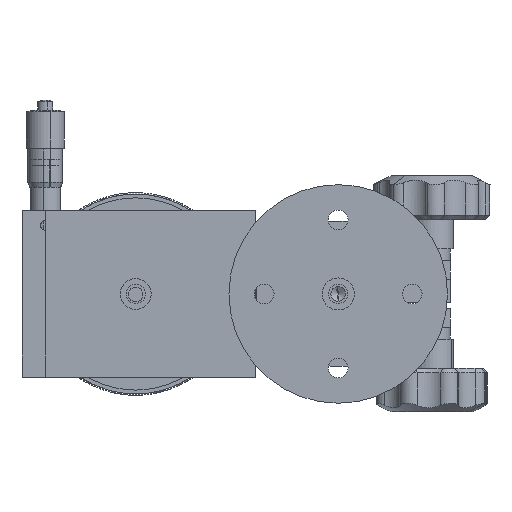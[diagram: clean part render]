
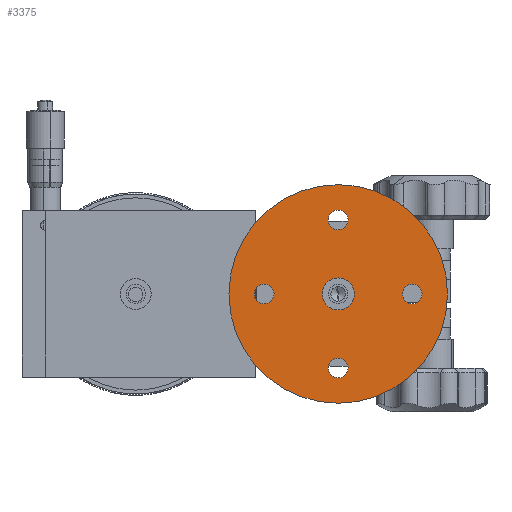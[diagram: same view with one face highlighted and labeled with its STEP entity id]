
A CAD part, front view. The second image highlights one B-rep face of the part: STEP entity #3375.
In plain terms, the highlighted planar face has unit normal (0, -1, 0).
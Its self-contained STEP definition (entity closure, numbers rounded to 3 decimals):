
#2544 = CIRCLE ( 'NONE', #27979, 37.5 ) ;
#2960 = ORIENTED_EDGE ( 'NONE', *, *, #83982, .T. ) ;
#3277 = CARTESIAN_POINT ( 'NONE',  ( 0., -118.207, 0. ) ) ;
#3375 = ADVANCED_FACE ( 'NONE', ( #80692, #20895, #10480, #42983, #61208, #59850 ), #30067, .F. ) ;
#3391 = ORIENTED_EDGE ( 'NONE', *, *, #103678, .T. ) ;
#3750 = DIRECTION ( 'NONE',  ( 0., 0., -1. ) ) ;
#4087 = CIRCLE ( 'NONE', #35457, 5.5 ) ;
#6318 = EDGE_LOOP ( 'NONE', ( #24257, #80558 ) ) ;
#7364 = CARTESIAN_POINT ( 'NONE',  ( 0., -118.207, 25.4 ) ) ;
#7560 = ORIENTED_EDGE ( 'NONE', *, *, #86116, .T. ) ;
#8387 = EDGE_LOOP ( 'NONE', ( #100959, #85011 ) ) ;
#9396 = CARTESIAN_POINT ( 'NONE',  ( 25.4, -118.207, -3.378 ) ) ;
#10480 = FACE_BOUND ( 'NONE', #83210, .T. ) ;
#13639 = EDGE_CURVE ( 'NONE', #32137, #58628, #4087, .T. ) ;
#14739 = DIRECTION ( 'NONE',  ( 0., 1., 0. ) ) ;
#15305 = VERTEX_POINT ( 'NONE', #18064 ) ;
#16553 = AXIS2_PLACEMENT_3D ( 'NONE', #76721, #60440, #51398 ) ;
#16897 = EDGE_CURVE ( 'NONE', #66673, #93309, #2544, .T. ) ;
#17391 = EDGE_CURVE ( 'NONE', #58628, #32137, #67445, .T. ) ;
#18064 = CARTESIAN_POINT ( 'NONE',  ( -25.4, -118.207, 3.378 ) ) ;
#20164 = AXIS2_PLACEMENT_3D ( 'NONE', #83560, #24806, #91617 ) ;
#20587 = CARTESIAN_POINT ( 'NONE',  ( 0., -118.207, 28.778 ) ) ;
#20734 = DIRECTION ( 'NONE',  ( 0., 0., 1. ) ) ;
#20895 = FACE_BOUND ( 'NONE', #96416, .T. ) ;
#22665 = CARTESIAN_POINT ( 'NONE',  ( 0., -118.207, -37.5 ) ) ;
#23407 = AXIS2_PLACEMENT_3D ( 'NONE', #52923, #87031, #103354 ) ;
#24257 = ORIENTED_EDGE ( 'NONE', *, *, #13639, .F. ) ;
#24527 = VERTEX_POINT ( 'NONE', #61236 ) ;
#24806 = DIRECTION ( 'NONE',  ( 0., -1., 0. ) ) ;
#26667 = EDGE_LOOP ( 'NONE', ( #2960, #7560 ) ) ;
#27979 = AXIS2_PLACEMENT_3D ( 'NONE', #70521, #103204, #3750 ) ;
#28261 = DIRECTION ( 'NONE',  ( 0., 0., 1. ) ) ;
#28387 = DIRECTION ( 'NONE',  ( 0., 1., 0. ) ) ;
#28582 = VERTEX_POINT ( 'NONE', #74947 ) ;
#30067 = PLANE ( 'NONE',  #68576 ) ;
#30446 = DIRECTION ( 'NONE',  ( 0., 0., 1. ) ) ;
#30759 = EDGE_CURVE ( 'NONE', #58558, #89839, #45285, .T. ) ;
#32137 = VERTEX_POINT ( 'NONE', #96671 ) ;
#32677 = CIRCLE ( 'NONE', #42006, 3.378 ) ;
#32790 = DIRECTION ( 'NONE',  ( 0., 0., 1. ) ) ;
#35457 = AXIS2_PLACEMENT_3D ( 'NONE', #3277, #36327, #43563 ) ;
#36205 = EDGE_CURVE ( 'NONE', #24527, #63195, #77904, .T. ) ;
#36327 = DIRECTION ( 'NONE',  ( 0., -1., 0. ) ) ;
#38438 = CARTESIAN_POINT ( 'NONE',  ( 0., -118.207, 0. ) ) ;
#38504 = AXIS2_PLACEMENT_3D ( 'NONE', #40551, #67336, #92414 ) ;
#40551 = CARTESIAN_POINT ( 'NONE',  ( 0., -118.207, 25.4 ) ) ;
#41800 = ORIENTED_EDGE ( 'NONE', *, *, #36205, .T. ) ;
#42006 = AXIS2_PLACEMENT_3D ( 'NONE', #64106, #14739, #72438 ) ;
#42983 = FACE_BOUND ( 'NONE', #26667, .T. ) ;
#43563 = DIRECTION ( 'NONE',  ( 0., 0., -1. ) ) ;
#44597 = ORIENTED_EDGE ( 'NONE', *, *, #78649, .T. ) ;
#44895 = CARTESIAN_POINT ( 'NONE',  ( 0., -118.207, 0. ) ) ;
#45283 = AXIS2_PLACEMENT_3D ( 'NONE', #98139, #73068, #32790 ) ;
#45285 = CIRCLE ( 'NONE', #38504, 3.378 ) ;
#47210 = CIRCLE ( 'NONE', #45283, 3.378 ) ;
#49121 = DIRECTION ( 'NONE',  ( 0., 0., 1. ) ) ;
#49979 = ORIENTED_EDGE ( 'NONE', *, *, #63332, .T. ) ;
#51398 = DIRECTION ( 'NONE',  ( 0., 0., 1. ) ) ;
#52754 = VERTEX_POINT ( 'NONE', #9396 ) ;
#52923 = CARTESIAN_POINT ( 'NONE',  ( -25.4, -118.207, 0. ) ) ;
#54146 = CARTESIAN_POINT ( 'NONE',  ( 0., -118.207, 5.5 ) ) ;
#58558 = VERTEX_POINT ( 'NONE', #68020 ) ;
#58628 = VERTEX_POINT ( 'NONE', #54146 ) ;
#59850 = FACE_OUTER_BOUND ( 'NONE', #8387, .T. ) ;
#60211 = CARTESIAN_POINT ( 'NONE',  ( 0., -118.207, -28.778 ) ) ;
#60440 = DIRECTION ( 'NONE',  ( 0., 1., 0. ) ) ;
#60686 = ORIENTED_EDGE ( 'NONE', *, *, #70053, .T. ) ;
#61208 = FACE_BOUND ( 'NONE', #67493, .T. ) ;
#61236 = CARTESIAN_POINT ( 'NONE',  ( 0., -118.207, -22.022 ) ) ;
#61928 = DIRECTION ( 'NONE',  ( 0., -1., 0. ) ) ;
#62105 = CARTESIAN_POINT ( 'NONE',  ( 0., -118.207, -25.4 ) ) ;
#63195 = VERTEX_POINT ( 'NONE', #60211 ) ;
#63332 = EDGE_CURVE ( 'NONE', #65408, #15305, #70193, .T. ) ;
#63446 = DIRECTION ( 'NONE',  ( 0., 1., 0. ) ) ;
#63465 = AXIS2_PLACEMENT_3D ( 'NONE', #70677, #86678, #28261 ) ;
#64106 = CARTESIAN_POINT ( 'NONE',  ( 25.4, -118.207, 0. ) ) ;
#64142 = CARTESIAN_POINT ( 'NONE',  ( 0., -118.207, 37.5 ) ) ;
#65408 = VERTEX_POINT ( 'NONE', #84365 ) ;
#66673 = VERTEX_POINT ( 'NONE', #22665 ) ;
#67336 = DIRECTION ( 'NONE',  ( 0., 1., 0. ) ) ;
#67445 = CIRCLE ( 'NONE', #105268, 5.5 ) ;
#67493 = EDGE_LOOP ( 'NONE', ( #41800, #60686 ) ) ;
#68020 = CARTESIAN_POINT ( 'NONE',  ( 0., -118.207, 22.022 ) ) ;
#68576 = AXIS2_PLACEMENT_3D ( 'NONE', #38438, #63446, #30446 ) ;
#70053 = EDGE_CURVE ( 'NONE', #63195, #24527, #99006, .T. ) ;
#70193 = CIRCLE ( 'NONE', #23407, 3.378 ) ;
#70521 = CARTESIAN_POINT ( 'NONE',  ( 0., -118.207, 0. ) ) ;
#70677 = CARTESIAN_POINT ( 'NONE',  ( 0., -118.207, -25.4 ) ) ;
#72420 = CIRCLE ( 'NONE', #16553, 3.378 ) ;
#72438 = DIRECTION ( 'NONE',  ( 0., 0., 1. ) ) ;
#73068 = DIRECTION ( 'NONE',  ( 0., 1., 0. ) ) ;
#74947 = CARTESIAN_POINT ( 'NONE',  ( 25.4, -118.207, 3.378 ) ) ;
#76721 = CARTESIAN_POINT ( 'NONE',  ( -25.4, -118.207, 0. ) ) ;
#77078 = AXIS2_PLACEMENT_3D ( 'NONE', #62105, #28387, #20734 ) ;
#77904 = CIRCLE ( 'NONE', #77078, 3.378 ) ;
#78258 = CIRCLE ( 'NONE', #20164, 37.5 ) ;
#78649 = EDGE_CURVE ( 'NONE', #15305, #65408, #72420, .T. ) ;
#78935 = DIRECTION ( 'NONE',  ( 0., 0., -1. ) ) ;
#80558 = ORIENTED_EDGE ( 'NONE', *, *, #17391, .F. ) ;
#80692 = FACE_BOUND ( 'NONE', #6318, .T. ) ;
#82716 = EDGE_CURVE ( 'NONE', #93309, #66673, #78258, .T. ) ;
#83210 = EDGE_LOOP ( 'NONE', ( #3391, #83791 ) ) ;
#83560 = CARTESIAN_POINT ( 'NONE',  ( 0., -118.207, 0. ) ) ;
#83791 = ORIENTED_EDGE ( 'NONE', *, *, #30759, .T. ) ;
#83982 = EDGE_CURVE ( 'NONE', #28582, #52754, #47210, .T. ) ;
#84365 = CARTESIAN_POINT ( 'NONE',  ( -25.4, -118.207, -3.378 ) ) ;
#85011 = ORIENTED_EDGE ( 'NONE', *, *, #82716, .T. ) ;
#86116 = EDGE_CURVE ( 'NONE', #52754, #28582, #32677, .T. ) ;
#86678 = DIRECTION ( 'NONE',  ( 0., 1., 0. ) ) ;
#87031 = DIRECTION ( 'NONE',  ( 0., 1., 0. ) ) ;
#89839 = VERTEX_POINT ( 'NONE', #20587 ) ;
#91617 = DIRECTION ( 'NONE',  ( 0., 0., -1. ) ) ;
#92414 = DIRECTION ( 'NONE',  ( 0., 0., 1. ) ) ;
#93309 = VERTEX_POINT ( 'NONE', #64142 ) ;
#94315 = AXIS2_PLACEMENT_3D ( 'NONE', #7364, #98852, #49121 ) ;
#96416 = EDGE_LOOP ( 'NONE', ( #44597, #49979 ) ) ;
#96671 = CARTESIAN_POINT ( 'NONE',  ( 0., -118.207, -5.5 ) ) ;
#98139 = CARTESIAN_POINT ( 'NONE',  ( 25.4, -118.207, 0. ) ) ;
#98852 = DIRECTION ( 'NONE',  ( 0., 1., 0. ) ) ;
#99006 = CIRCLE ( 'NONE', #63465, 3.378 ) ;
#100959 = ORIENTED_EDGE ( 'NONE', *, *, #16897, .T. ) ;
#103204 = DIRECTION ( 'NONE',  ( 0., -1., 0. ) ) ;
#103354 = DIRECTION ( 'NONE',  ( 0., 0., 1. ) ) ;
#103678 = EDGE_CURVE ( 'NONE', #89839, #58558, #107477, .T. ) ;
#105268 = AXIS2_PLACEMENT_3D ( 'NONE', #44895, #61928, #78935 ) ;
#107477 = CIRCLE ( 'NONE', #94315, 3.378 ) ;
